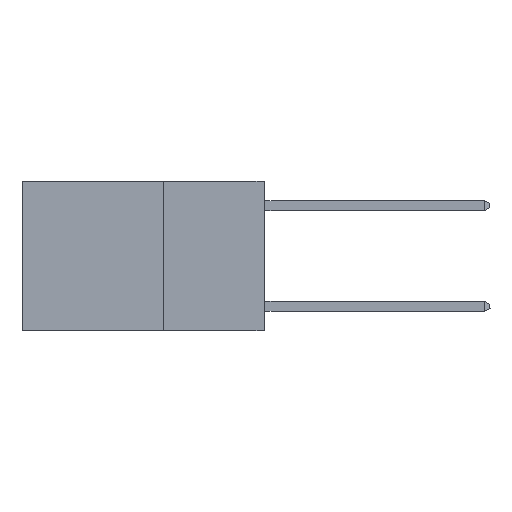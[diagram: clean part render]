
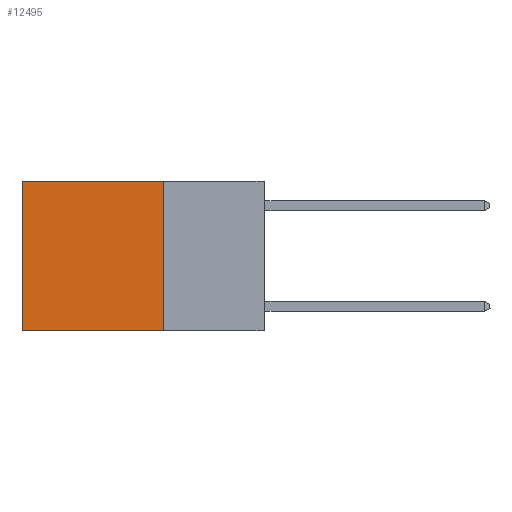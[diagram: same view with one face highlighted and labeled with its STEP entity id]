
A CAD part, left-side view. The second image highlights one B-rep face of the part: STEP entity #12495.
In plain terms, the highlighted planar face has unit normal (-1, 0, 0).
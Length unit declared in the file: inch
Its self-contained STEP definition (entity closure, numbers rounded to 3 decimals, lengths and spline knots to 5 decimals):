
#717 = DIRECTION ( 'NONE',  ( 0., 0., -1. ) ) ;
#781 = EDGE_CURVE ( 'NONE', #18558, #14419, #1752, .T. ) ;
#1060 = CARTESIAN_POINT ( 'NONE',  ( 0.2625, 0.6, -0.37 ) ) ;
#1106 = EDGE_CURVE ( 'NONE', #13702, #9501, #11670, .T. ) ;
#1752 = LINE ( 'NONE', #4975, #12921 ) ;
#2331 = CARTESIAN_POINT ( 'NONE',  ( 0.2625, 0.25, -0.37 ) ) ;
#2741 = PLANE ( 'NONE',  #15157 ) ;
#3000 = DIRECTION ( 'NONE',  ( 0., 1., 0. ) ) ;
#3305 = ORIENTED_EDGE ( 'NONE', *, *, #5597, .T. ) ;
#3320 = DIRECTION ( 'NONE',  ( 0., 1., 0. ) ) ;
#3504 = VECTOR ( 'NONE', #7947, 39.37008 ) ;
#3666 = ORIENTED_EDGE ( 'NONE', *, *, #1106, .T. ) ;
#4276 = CARTESIAN_POINT ( 'NONE',  ( 0.2625, 0.25, 0. ) ) ;
#4975 = CARTESIAN_POINT ( 'NONE',  ( 0.2625, 0.25, -0.37 ) ) ;
#5597 = EDGE_CURVE ( 'NONE', #9501, #14419, #16661, .T. ) ;
#7396 = EDGE_CURVE ( 'NONE', #13702, #18558, #9487, .T. ) ;
#7430 = EDGE_LOOP ( 'NONE', ( #3305, #13741, #18685, #3666 ) ) ;
#7947 = DIRECTION ( 'NONE',  ( 0., 0., -1. ) ) ;
#9487 = LINE ( 'NONE', #15194, #13939 ) ;
#9501 = VERTEX_POINT ( 'NONE', #10807 ) ;
#10144 = DIRECTION ( 'NONE',  ( 1., 0., 0. ) ) ;
#10483 = CARTESIAN_POINT ( 'NONE',  ( 0.2625, 0.25, 0. ) ) ;
#10807 = CARTESIAN_POINT ( 'NONE',  ( 0.2625, 0.6, 0. ) ) ;
#11068 = CARTESIAN_POINT ( 'NONE',  ( 0.2625, 0.6, 0. ) ) ;
#11385 = VECTOR ( 'NONE', #3000, 39.37008 ) ;
#11670 = LINE ( 'NONE', #4276, #11385 ) ;
#11885 = FACE_OUTER_BOUND ( 'NONE', #7430, .T. ) ;
#12495 = ADVANCED_FACE ( 'NONE', ( #11885 ), #2741, .F. ) ;
#12921 = VECTOR ( 'NONE', #3320, 39.37008 ) ;
#13702 = VERTEX_POINT ( 'NONE', #10483 ) ;
#13741 = ORIENTED_EDGE ( 'NONE', *, *, #781, .F. ) ;
#13939 = VECTOR ( 'NONE', #717, 39.37008 ) ;
#14419 = VERTEX_POINT ( 'NONE', #1060 ) ;
#14784 = CARTESIAN_POINT ( 'NONE',  ( 0.2625, 0.25, 0. ) ) ;
#15157 = AXIS2_PLACEMENT_3D ( 'NONE', #14784, #10144, #16023 ) ;
#15194 = CARTESIAN_POINT ( 'NONE',  ( 0.2625, 0.25, 0. ) ) ;
#16023 = DIRECTION ( 'NONE',  ( 0., 0., -1. ) ) ;
#16661 = LINE ( 'NONE', #11068, #3504 ) ;
#18558 = VERTEX_POINT ( 'NONE', #2331 ) ;
#18685 = ORIENTED_EDGE ( 'NONE', *, *, #7396, .F. ) ;
